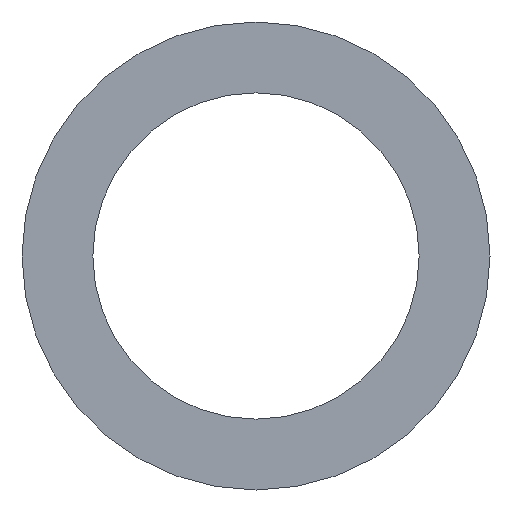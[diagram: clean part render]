
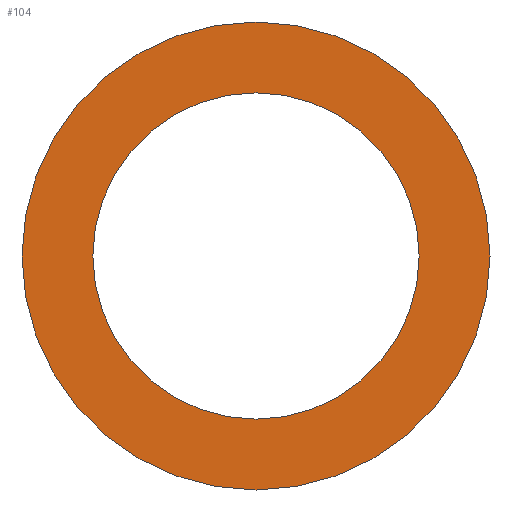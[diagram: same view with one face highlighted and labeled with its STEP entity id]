
A CAD part, front view. The second image highlights one B-rep face of the part: STEP entity #104.
In plain terms, the highlighted planar face has unit normal (0, -1, 0).
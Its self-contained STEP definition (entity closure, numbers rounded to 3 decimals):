
#6 = CARTESIAN_POINT ( 'NONE',  ( 0., 0., 0. ) ) ;
#8 = CARTESIAN_POINT ( 'NONE',  ( 0., 0., 37.5 ) ) ;
#12 = EDGE_LOOP ( 'NONE', ( #54, #187 ) ) ;
#15 = AXIS2_PLACEMENT_3D ( 'NONE', #443, #188, #407 ) ;
#19 = CARTESIAN_POINT ( 'NONE',  ( 0., 0., -37.5 ) ) ;
#21 = VERTEX_POINT ( 'NONE', #447 ) ;
#27 = DIRECTION ( 'NONE',  ( 0., 1., 0. ) ) ;
#31 = EDGE_CURVE ( 'NONE', #448, #83, #76, .T. ) ;
#36 = DIRECTION ( 'NONE',  ( 0., 0., -1. ) ) ;
#46 = CIRCLE ( 'NONE', #410, 26.15 ) ;
#52 = DIRECTION ( 'NONE',  ( 0., 0., -1. ) ) ;
#54 = ORIENTED_EDGE ( 'NONE', *, *, #377, .F. ) ;
#76 = CIRCLE ( 'NONE', #372, 37.5 ) ;
#83 = VERTEX_POINT ( 'NONE', #19 ) ;
#98 = AXIS2_PLACEMENT_3D ( 'NONE', #373, #27, #242 ) ;
#104 = ADVANCED_FACE ( 'NONE', ( #358, #121 ), #303, .F. ) ;
#114 = EDGE_CURVE ( 'NONE', #231, #21, #46, .T. ) ;
#121 = FACE_OUTER_BOUND ( 'NONE', #413, .T. ) ;
#124 = AXIS2_PLACEMENT_3D ( 'NONE', #6, #217, #437 ) ;
#132 = CARTESIAN_POINT ( 'NONE',  ( 0., 0., 0. ) ) ;
#168 = DIRECTION ( 'NONE',  ( 0., -1., 0. ) ) ;
#187 = ORIENTED_EDGE ( 'NONE', *, *, #114, .F. ) ;
#188 = DIRECTION ( 'NONE',  ( 0., -1., 0. ) ) ;
#217 = DIRECTION ( 'NONE',  ( 0., -1., 0. ) ) ;
#231 = VERTEX_POINT ( 'NONE', #383 ) ;
#240 = CIRCLE ( 'NONE', #15, 26.15 ) ;
#242 = DIRECTION ( 'NONE',  ( 0., 0., 1. ) ) ;
#260 = ORIENTED_EDGE ( 'NONE', *, *, #442, .T. ) ;
#303 = PLANE ( 'NONE',  #98 ) ;
#345 = CARTESIAN_POINT ( 'NONE',  ( 0., 0., 0. ) ) ;
#358 = FACE_BOUND ( 'NONE', #12, .T. ) ;
#372 = AXIS2_PLACEMENT_3D ( 'NONE', #345, #168, #52 ) ;
#373 = CARTESIAN_POINT ( 'NONE',  ( -26.15, 0., 0. ) ) ;
#377 = EDGE_CURVE ( 'NONE', #21, #231, #240, .T. ) ;
#383 = CARTESIAN_POINT ( 'NONE',  ( 0., 0., 26.15 ) ) ;
#387 = DIRECTION ( 'NONE',  ( 0., -1., 0. ) ) ;
#390 = ORIENTED_EDGE ( 'NONE', *, *, #31, .T. ) ;
#407 = DIRECTION ( 'NONE',  ( 0., 0., -1. ) ) ;
#410 = AXIS2_PLACEMENT_3D ( 'NONE', #132, #387, #36 ) ;
#413 = EDGE_LOOP ( 'NONE', ( #260, #390 ) ) ;
#415 = CIRCLE ( 'NONE', #124, 37.5 ) ;
#437 = DIRECTION ( 'NONE',  ( 0., 0., -1. ) ) ;
#442 = EDGE_CURVE ( 'NONE', #83, #448, #415, .T. ) ;
#443 = CARTESIAN_POINT ( 'NONE',  ( 0., 0., 0. ) ) ;
#447 = CARTESIAN_POINT ( 'NONE',  ( 0., 0., -26.15 ) ) ;
#448 = VERTEX_POINT ( 'NONE', #8 ) ;
